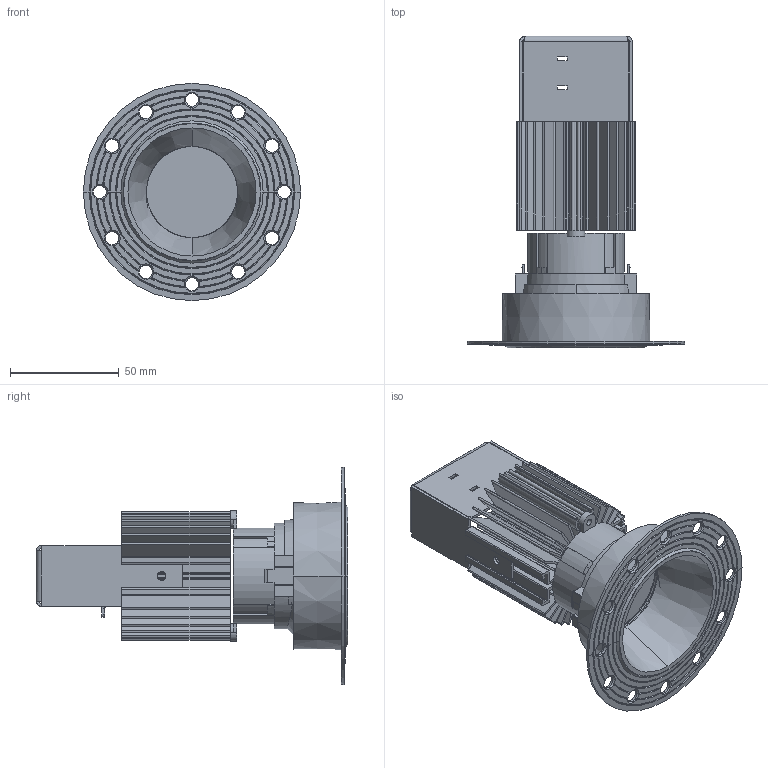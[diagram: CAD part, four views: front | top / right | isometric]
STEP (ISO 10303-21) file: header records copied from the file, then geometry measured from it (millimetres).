
FILE_DESCRIPTION (( 'STEP AP214' ), '1' );
FILE_NAME ('ARTEMIDE-ARCHITECTURAL-EVERYTHING 80-ADJUSTABLE-FIX-ROUND-TRIMLESS-3D.STEP', '2017-10-18T20:00:58', ( '' ), ( '' ), 'SwSTEP 2.0', 'SolidWorks 2012', '' );
FILE_SCHEMA (( 'AUTOMOTIVE_DESIGN' ));
Length unit declared in the file: inch
Products named in the file (1): ARTEMIDE-ARCHITECTURAL-EVERYTHING 80-ADJUSTABLE-FIX-ROUND-TRIMLESS-3D
Bounding box: 100 x 143.6 x 100 mm (x, y, z)
Volume: 122574.1 mm3; surface area: 123434.7 mm2
Topology: 7 solids, 7 shells, 915 faces, 2576 edges, 1656 vertices
Faces by surface type: plane 364, cylinder 363, cone 143, bspline 27, torus 13, sphere 5
Entity records: 31315 total; most frequent: CARTESIAN_POINT 7488, ORIENTED_EDGE 5128, DIRECTION 4934, EDGE_CURVE 2564, AXIS2_PLACEMENT_3D 1782, VERTEX_POINT 1653, LINE 1370, VECTOR 1370
